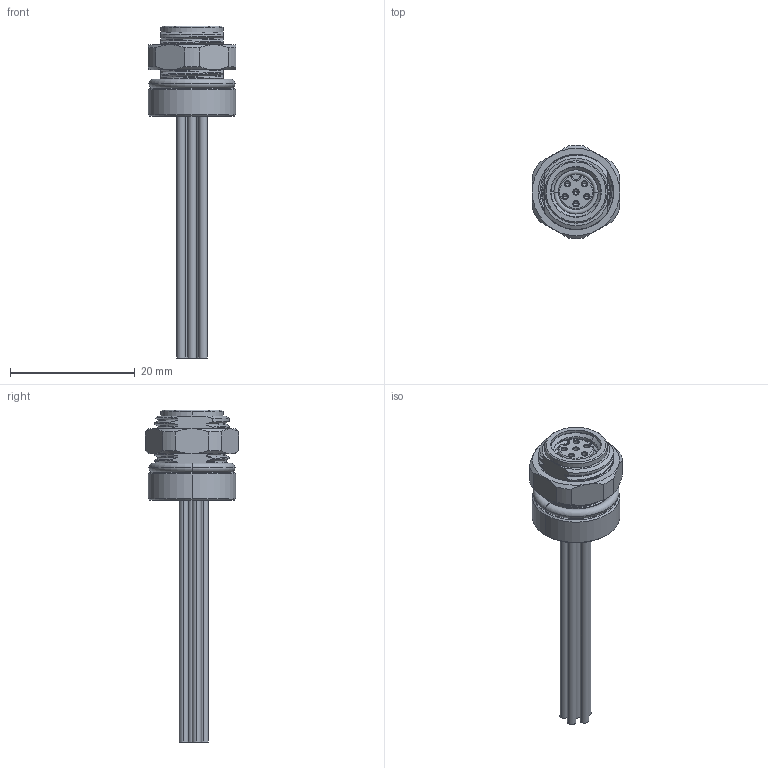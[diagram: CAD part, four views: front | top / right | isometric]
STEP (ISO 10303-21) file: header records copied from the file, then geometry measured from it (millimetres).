
FILE_DESCRIPTION((''),'2;1');
FILE_NAME('6P-K1666B__6','2025-09-18T',('gongcheng16'),(''),'PRO/ENGINEER BY PARAMETRIC TECHNOLOGY CORPORATION, 2010280','PRO/ENGINEER BY PARAMETRIC TECHNOLOGY CORPORATION, 2010280','');
FILE_SCHEMA(('CONFIG_CONTROL_DESIGN'));
Length unit declared in the file: millimetre
Products named in the file (1): 6P-K1666B__6
Bounding box: 14 x 14.98 x 53.2 mm (x, y, z)
Volume: 236.8 mm3; surface area: 4334.6 mm2
Topology: 1 solids, 18 shells, 608 faces, 1468 edges, 917 vertices
Faces by surface type: cylinder 223, plane 169, cone 129, bspline 61, torus 26
Entity records: 29377 total; most frequent: CARTESIAN_POINT 15406, DIRECTION 2893, ORIENTED_EDGE 2888, EDGE_CURVE 1444, AXIS2_PLACEMENT_3D 1160, VERTEX_POINT 917, EDGE_LOOP 685, CIRCLE 612
